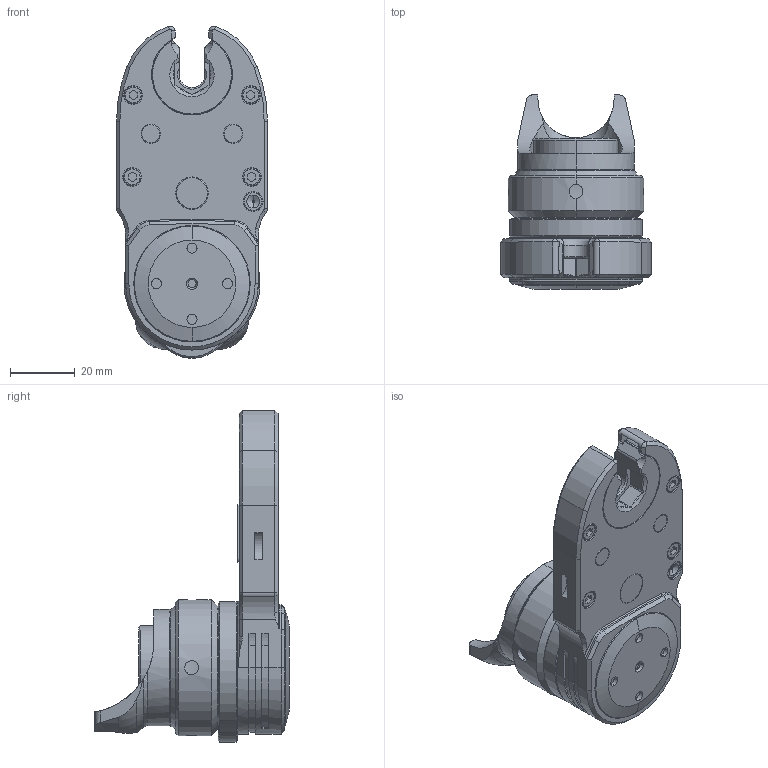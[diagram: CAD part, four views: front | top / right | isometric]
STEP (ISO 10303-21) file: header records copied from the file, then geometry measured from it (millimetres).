
FILE_DESCRIPTION((''),'2;1');
FILE_NAME('EXT_COMP_SW0002','2022-11-28T11:05:08',('INEdipo'),(''),'CREO PARAMETRIC BY PTC INC, 2020281','CREO PARAMETRIC BY PTC INC, 2020281','');
FILE_SCHEMA(('CONFIG_CONTROL_DESIGN'));
Length unit declared in the file: inch
Products named in the file (1): EXT_COMP_SW0002
Bounding box: 46.6 x 60 x 102.6 mm (x, y, z)
Volume: 86309 mm3; surface area: 22647.7 mm2
Topology: 2 solids, 2 shells, 557 faces, 1475 edges, 953 vertices
Faces by surface type: cylinder 234, plane 168, cone 89, extrusion 40, torus 24, sphere 2
Entity records: 26051 total; most frequent: CARTESIAN_POINT 12053, ORIENTED_EDGE 2946, DIRECTION 2925, EDGE_CURVE 1473, AXIS2_PLACEMENT_3D 1113, VERTEX_POINT 953, VECTOR 699, LINE 659
